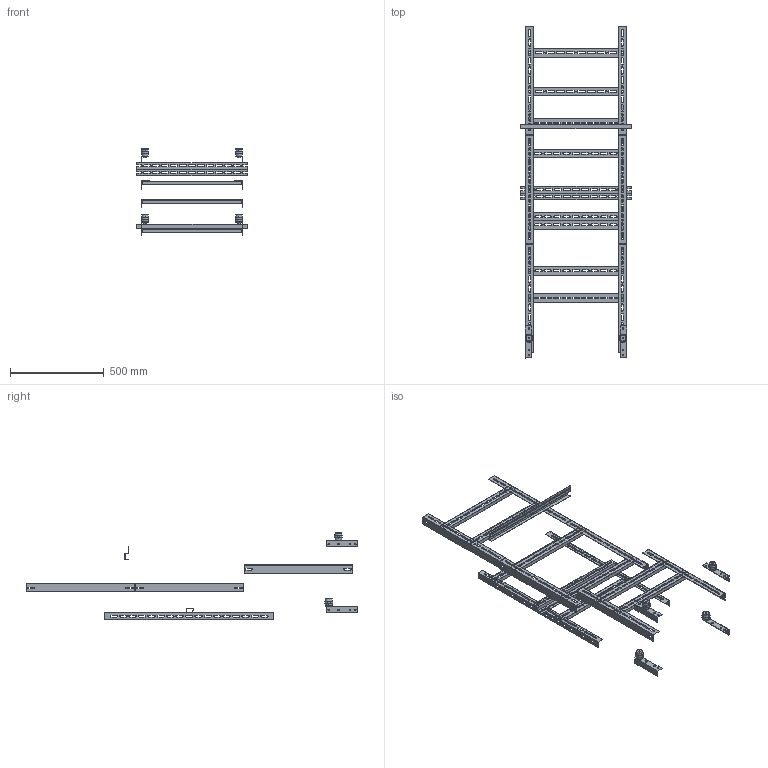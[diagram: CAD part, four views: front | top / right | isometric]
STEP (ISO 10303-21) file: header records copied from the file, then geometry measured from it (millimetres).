
FILE_DESCRIPTION (( 'STEP AP214' ), '1' );
FILE_NAME ('YKM60-P-2062000-36 扻斀錼膷 櫡翴錒 棈 20.6.6-2000.STEP', '2016-11-24T07:27:34', ( '' ), ( '' ), 'SwSTEP 2.0', 'SolidWorks 2014', '' );
FILE_SCHEMA (( 'AUTOMOTIVE_DESIGN' ));
Length unit declared in the file: millimetre
Products named in the file (1): YKM60-P-2062000-36 扻斀錼膷 櫡翴錒 棈 20.6.6-2000
Bounding box: 590 x 1766 x 459.5 mm (x, y, z)
Volume: 1872038.3 mm3; surface area: 1820777.9 mm2
Topology: 26 solids, 26 shells, 1730 faces, 4962 edges, 3296 vertices
Faces by surface type: plane 848, cylinder 834, cone 32, bspline 16
Entity records: 59407 total; most frequent: CARTESIAN_POINT 11053, DIRECTION 10100, ORIENTED_EDGE 9908, EDGE_CURVE 4954, AXIS2_PLACEMENT_3D 3447, VERTEX_POINT 3296, VECTOR 3206, LINE 3206
